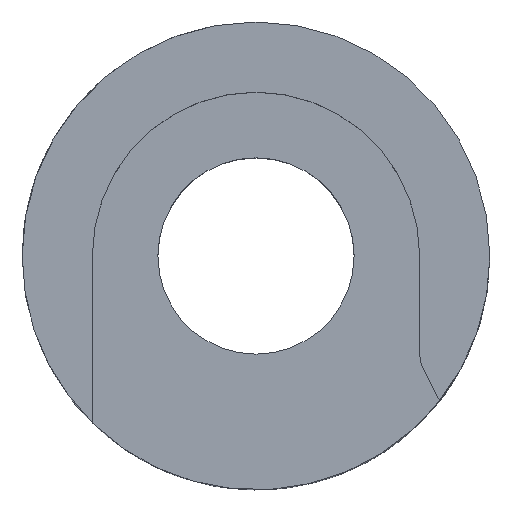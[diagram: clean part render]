
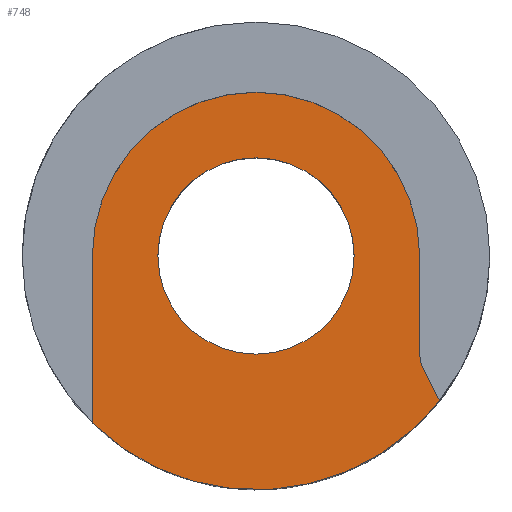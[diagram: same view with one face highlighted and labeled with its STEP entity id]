
A CAD part, top view. The second image highlights one B-rep face of the part: STEP entity #748.
In plain terms, the highlighted planar face has unit normal (0, 0, 1).
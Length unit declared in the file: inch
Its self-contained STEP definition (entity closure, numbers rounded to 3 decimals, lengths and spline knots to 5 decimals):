
#8 = EDGE_CURVE ( 'NONE', #667, #883, #913, .T. ) ;
#11 = CARTESIAN_POINT ( 'NONE',  ( 0., 0., 0.726 ) ) ;
#18 = EDGE_CURVE ( 'NONE', #822, #707, #699, .T. ) ;
#65 = CARTESIAN_POINT ( 'NONE',  ( -0.236, 0., 0.726 ) ) ;
#94 = DIRECTION ( 'NONE',  ( 0., 0., 1. ) ) ;
#104 = DIRECTION ( 'NONE',  ( -1., 0., 0. ) ) ;
#116 = FACE_OUTER_BOUND ( 'NONE', #411, .T. ) ;
#118 = DIRECTION ( 'NONE',  ( 0., 0., -1. ) ) ;
#119 = CARTESIAN_POINT ( 'NONE',  ( 0.44142, -0.34865, 0.726 ) ) ;
#120 = AXIS2_PLACEMENT_3D ( 'NONE', #337, #118, #104 ) ;
#131 = DIRECTION ( 'NONE',  ( -1., 0., 0. ) ) ;
#142 = VECTOR ( 'NONE', #228, 39.37008 ) ;
#153 = VECTOR ( 'NONE', #497, 39.37008 ) ;
#162 = ORIENTED_EDGE ( 'NONE', *, *, #674, .F. ) ;
#170 = EDGE_CURVE ( 'NONE', #707, #822, #173, .T. ) ;
#173 = CIRCLE ( 'NONE', #499, 0.236 ) ;
#177 = AXIS2_PLACEMENT_3D ( 'NONE', #765, #247, #189 ) ;
#189 = DIRECTION ( 'NONE',  ( -1., 0., 0. ) ) ;
#190 = CARTESIAN_POINT ( 'NONE',  ( 0., 0., 0.726 ) ) ;
#218 = ORIENTED_EDGE ( 'NONE', *, *, #827, .F. ) ;
#228 = DIRECTION ( 'NONE',  ( 0., -1., 0. ) ) ;
#247 = DIRECTION ( 'NONE',  ( 0., 0., -1. ) ) ;
#249 = LINE ( 'NONE', #909, #831 ) ;
#258 = DIRECTION ( 'NONE',  ( 0., 0., -1. ) ) ;
#280 = ORIENTED_EDGE ( 'NONE', *, *, #690, .T. ) ;
#287 = CIRCLE ( 'NONE', #120, 0.08885 ) ;
#299 = CIRCLE ( 'NONE', #713, 0.3937 ) ;
#306 = ORIENTED_EDGE ( 'NONE', *, *, #8, .F. ) ;
#337 = CARTESIAN_POINT ( 'NONE',  ( 0.48255, -0.23367, 0.726 ) ) ;
#356 = VERTEX_POINT ( 'NONE', #632 ) ;
#402 = VERTEX_POINT ( 'NONE', #946 ) ;
#411 = EDGE_LOOP ( 'NONE', ( #280, #444, #306, #698, #162, #218 ) ) ;
#419 = EDGE_CURVE ( 'NONE', #667, #402, #287, .T. ) ;
#422 = CARTESIAN_POINT ( 'NONE',  ( 0.20941, 0.1067, 0.726 ) ) ;
#438 = EDGE_CURVE ( 'NONE', #883, #774, #495, .T. ) ;
#444 = ORIENTED_EDGE ( 'NONE', *, *, #438, .F. ) ;
#455 = CARTESIAN_POINT ( 'NONE',  ( 0., 0., 0.726 ) ) ;
#462 = DIRECTION ( 'NONE',  ( 0., -1., 0. ) ) ;
#474 = CARTESIAN_POINT ( 'NONE',  ( -0.3937, -0.40175, 0.726 ) ) ;
#495 = CIRCLE ( 'NONE', #177, 0.5625 ) ;
#497 = DIRECTION ( 'NONE',  ( 0.454, -0.891, 0. ) ) ;
#499 = AXIS2_PLACEMENT_3D ( 'NONE', #455, #721, #511 ) ;
#502 = FACE_BOUND ( 'NONE', #565, .T. ) ;
#511 = DIRECTION ( 'NONE',  ( -1., 0., 0. ) ) ;
#515 = AXIS2_PLACEMENT_3D ( 'NONE', #924, #94, #625 ) ;
#521 = ORIENTED_EDGE ( 'NONE', *, *, #170, .F. ) ;
#522 = LINE ( 'NONE', #759, #142 ) ;
#525 = AXIS2_PLACEMENT_3D ( 'NONE', #11, #963, #131 ) ;
#565 = EDGE_LOOP ( 'NONE', ( #521, #952 ) ) ;
#625 = DIRECTION ( 'NONE',  ( -1., 0., 0. ) ) ;
#632 = CARTESIAN_POINT ( 'NONE',  ( -0.3937, 0., 0.726 ) ) ;
#659 = VERTEX_POINT ( 'NONE', #932 ) ;
#667 = VERTEX_POINT ( 'NONE', #834 ) ;
#674 = EDGE_CURVE ( 'NONE', #659, #402, #249, .T. ) ;
#690 = EDGE_CURVE ( 'NONE', #356, #774, #522, .T. ) ;
#698 = ORIENTED_EDGE ( 'NONE', *, *, #419, .T. ) ;
#699 = CIRCLE ( 'NONE', #525, 0.236 ) ;
#702 = PLANE ( 'NONE',  #515 ) ;
#707 = VERTEX_POINT ( 'NONE', #899 ) ;
#713 = AXIS2_PLACEMENT_3D ( 'NONE', #190, #258, #791 ) ;
#721 = DIRECTION ( 'NONE',  ( 0., 0., 1. ) ) ;
#748 = ADVANCED_FACE ( 'NONE', ( #116, #502 ), #702, .T. ) ;
#759 = CARTESIAN_POINT ( 'NONE',  ( -0.3937, 0., 0.726 ) ) ;
#765 = CARTESIAN_POINT ( 'NONE',  ( 0., 0., 0.726 ) ) ;
#774 = VERTEX_POINT ( 'NONE', #474 ) ;
#791 = DIRECTION ( 'NONE',  ( -1., 0., 0. ) ) ;
#822 = VERTEX_POINT ( 'NONE', #65 ) ;
#827 = EDGE_CURVE ( 'NONE', #356, #659, #299, .T. ) ;
#831 = VECTOR ( 'NONE', #462, 39.37008 ) ;
#834 = CARTESIAN_POINT ( 'NONE',  ( 0.40338, -0.27401, 0.726 ) ) ;
#883 = VERTEX_POINT ( 'NONE', #119 ) ;
#899 = CARTESIAN_POINT ( 'NONE',  ( 0.236, 0., 0.726 ) ) ;
#909 = CARTESIAN_POINT ( 'NONE',  ( 0.3937, 0., 0.726 ) ) ;
#913 = LINE ( 'NONE', #422, #153 ) ;
#924 = CARTESIAN_POINT ( 'NONE',  ( 0., 0., 0.726 ) ) ;
#932 = CARTESIAN_POINT ( 'NONE',  ( 0.3937, 0., 0.726 ) ) ;
#946 = CARTESIAN_POINT ( 'NONE',  ( 0.3937, -0.23367, 0.726 ) ) ;
#952 = ORIENTED_EDGE ( 'NONE', *, *, #18, .F. ) ;
#963 = DIRECTION ( 'NONE',  ( 0., 0., 1. ) ) ;
